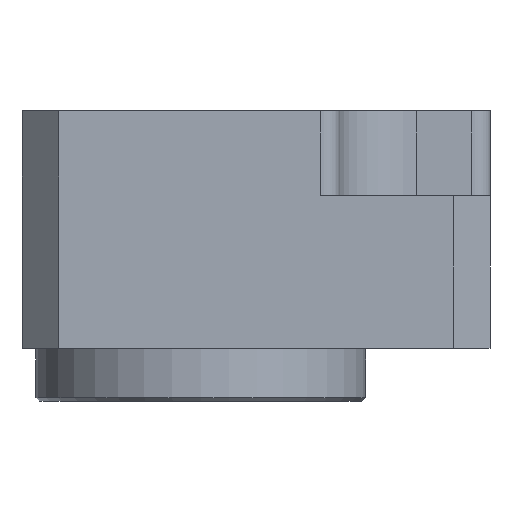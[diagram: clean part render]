
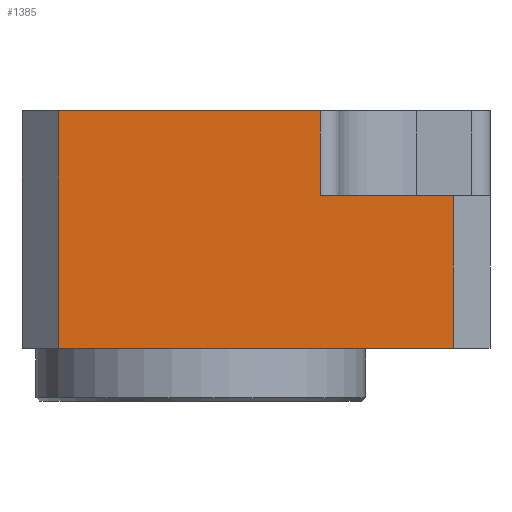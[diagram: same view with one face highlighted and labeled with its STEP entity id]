
A CAD part, front view. The second image highlights one B-rep face of the part: STEP entity #1385.
In plain terms, the highlighted planar face has unit normal (0, -1, 0).
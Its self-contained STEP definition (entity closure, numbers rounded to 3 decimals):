
#1385=ADVANCED_FACE('',(#3008),#2289,.T.);
#2289=PLANE('',#17613);
#3008=FACE_OUTER_BOUND('',#3896,.T.);
#3896=EDGE_LOOP('',(#5395,#5396,#5397,#5398,#5399,#5400));
#5395=ORIENTED_EDGE('',*,*,#12088,.T.);
#5396=ORIENTED_EDGE('',*,*,#12089,.T.);
#5397=ORIENTED_EDGE('',*,*,#12090,.F.);
#5398=ORIENTED_EDGE('',*,*,#12091,.T.);
#5399=ORIENTED_EDGE('',*,*,#12034,.T.);
#5400=ORIENTED_EDGE('',*,*,#12092,.T.);
#10322=VERTEX_POINT('',#22634);
#10323=VERTEX_POINT('',#22636);
#10366=VERTEX_POINT('',#22752);
#10367=VERTEX_POINT('',#22753);
#10368=VERTEX_POINT('',#22755);
#10369=VERTEX_POINT('',#22757);
#12034=EDGE_CURVE('',#10323,#10322,#14465,.T.);
#12088=EDGE_CURVE('',#10366,#10367,#14499,.T.);
#12089=EDGE_CURVE('',#10367,#10368,#14500,.T.);
#12090=EDGE_CURVE('',#10369,#10368,#14501,.T.);
#12091=EDGE_CURVE('',#10369,#10323,#14502,.T.);
#12092=EDGE_CURVE('',#10322,#10366,#14503,.T.);
#14465=LINE('',#22635,#15983);
#14499=LINE('',#22751,#16017);
#14500=LINE('',#22754,#16018);
#14501=LINE('',#22756,#16019);
#14502=LINE('',#22758,#16020);
#14503=LINE('',#22759,#16021);
#15983=VECTOR('',#18847,1.);
#16017=VECTOR('',#18941,1.);
#16018=VECTOR('',#18942,1.);
#16019=VECTOR('',#18943,1.);
#16020=VECTOR('',#18944,1.);
#16021=VECTOR('',#18945,1.);
#17613=AXIS2_PLACEMENT_3D('',#22760,#18946,#18947);
#18847=DIRECTION('',(-1.,0.,0.));
#18941=DIRECTION('',(1.,0.,0.));
#18942=DIRECTION('',(0.,0.,1.));
#18943=DIRECTION('',(1.,0.,0.));
#18944=DIRECTION('',(0.,0.,1.));
#18945=DIRECTION('',(0.,0.,-1.));
#18946=DIRECTION('',(0.,-1.,0.));
#18947=DIRECTION('',(0.,0.,-1.));
#22634=CARTESIAN_POINT('',(1.,0.,56.45));
#22635=CARTESIAN_POINT('',(6.35,0.,56.45));
#22636=CARTESIAN_POINT('',(8.1,0.,56.45));
#22751=CARTESIAN_POINT('',(6.35,0.,50.));
#22752=CARTESIAN_POINT('',(1.,0.,50.));
#22753=CARTESIAN_POINT('',(11.7,0.,50.));
#22754=CARTESIAN_POINT('',(11.7,0.,50.));
#22755=CARTESIAN_POINT('',(11.7,0.,54.15));
#22756=CARTESIAN_POINT('',(8.6,0.,54.15));
#22757=CARTESIAN_POINT('',(8.1,0.,54.15));
#22758=CARTESIAN_POINT('',(8.1,0.,56.45));
#22759=CARTESIAN_POINT('',(1.,0.,50.));
#22760=CARTESIAN_POINT('',(6.35,0.,50.));
